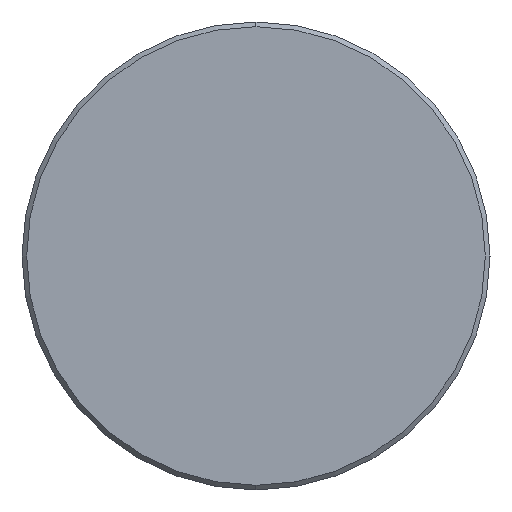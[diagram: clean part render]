
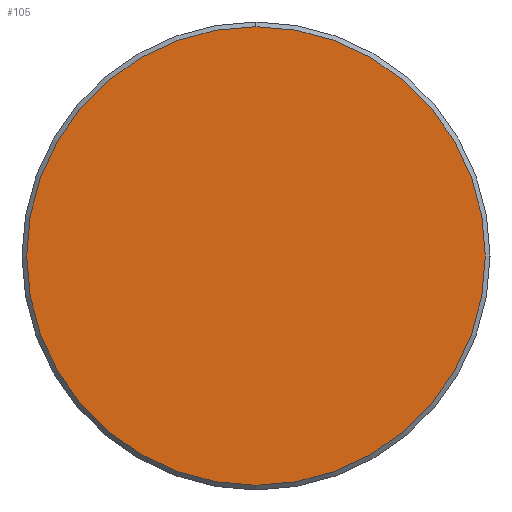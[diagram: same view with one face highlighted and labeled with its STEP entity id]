
A CAD part, left-side view. The second image highlights one B-rep face of the part: STEP entity #105.
In plain terms, the highlighted planar face has unit normal (-1, 0, 0).
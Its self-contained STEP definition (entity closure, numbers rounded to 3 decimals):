
#38 = FACE_OUTER_BOUND ( 'NONE', #85, .T. ) ;
#42 = CARTESIAN_POINT ( 'NONE',  ( 0., 0., -14.7 ) ) ;
#77 = DIRECTION ( 'NONE',  ( -1., 0., 0. ) ) ;
#85 = EDGE_LOOP ( 'NONE', ( #327, #89 ) ) ;
#89 = ORIENTED_EDGE ( 'NONE', *, *, #300, .T. ) ;
#100 = DIRECTION ( 'NONE',  ( 0., 0., -1. ) ) ;
#105 = ADVANCED_FACE ( 'NONE', ( #38 ), #446, .F. ) ;
#131 = EDGE_CURVE ( 'NONE', #188, #311, #268, .T. ) ;
#171 = DIRECTION ( 'NONE',  ( -1., 0., 0. ) ) ;
#175 = AXIS2_PLACEMENT_3D ( 'NONE', #204, #171, #437 ) ;
#188 = VERTEX_POINT ( 'NONE', #42 ) ;
#204 = CARTESIAN_POINT ( 'NONE',  ( 0., 0., 0. ) ) ;
#245 = CARTESIAN_POINT ( 'NONE',  ( 0., 0., 14.7 ) ) ;
#268 = CIRCLE ( 'NONE', #395, 14.7 ) ;
#285 = AXIS2_PLACEMENT_3D ( 'NONE', #483, #301, #100 ) ;
#300 = EDGE_CURVE ( 'NONE', #311, #188, #333, .T. ) ;
#301 = DIRECTION ( 'NONE',  ( 1., 0., 0. ) ) ;
#311 = VERTEX_POINT ( 'NONE', #245 ) ;
#327 = ORIENTED_EDGE ( 'NONE', *, *, #131, .T. ) ;
#333 = CIRCLE ( 'NONE', #175, 14.7 ) ;
#395 = AXIS2_PLACEMENT_3D ( 'NONE', #484, #77, #449 ) ;
#437 = DIRECTION ( 'NONE',  ( 0., 0., 1. ) ) ;
#446 = PLANE ( 'NONE',  #285 ) ;
#449 = DIRECTION ( 'NONE',  ( 0., 0., 1. ) ) ;
#483 = CARTESIAN_POINT ( 'NONE',  ( 0., 0., 0. ) ) ;
#484 = CARTESIAN_POINT ( 'NONE',  ( 0., 0., 0. ) ) ;
